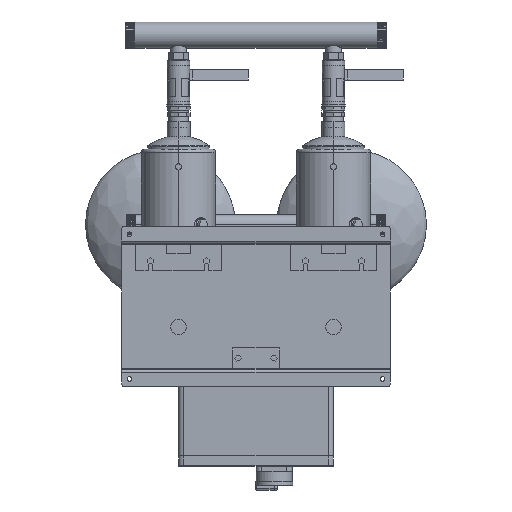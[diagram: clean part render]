
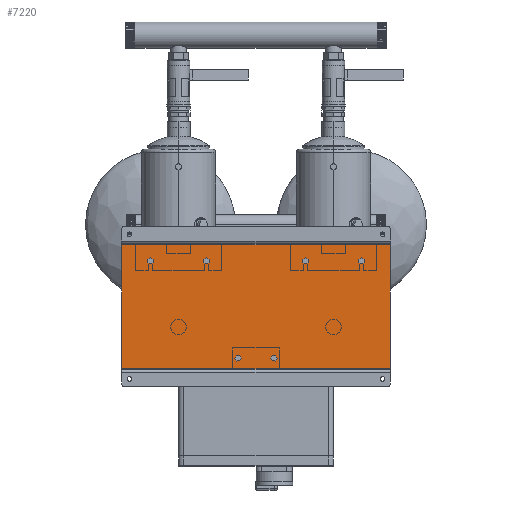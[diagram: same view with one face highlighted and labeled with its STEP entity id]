
A CAD part, front view. The second image highlights one B-rep face of the part: STEP entity #7220.
In plain terms, the highlighted planar face has unit normal (0, -1, 0).
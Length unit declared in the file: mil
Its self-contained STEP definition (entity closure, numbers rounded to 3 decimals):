
#3566 = CARTESIAN_POINT ( 'NONE',  ( -10236.22, 2047.244, -4724.409 ) ) ;
#3749 = LINE ( 'NONE', #69174, #15709 ) ;
#5039 = DIRECTION ( 'NONE',  ( 0., 1., 0. ) ) ;
#7220 = ADVANCED_FACE ( 'NONE', ( #40666 ), #29076, .F. ) ;
#9170 = VERTEX_POINT ( 'NONE', #3566 ) ;
#9706 = CARTESIAN_POINT ( 'NONE',  ( 10236.22, 2047.244, 4724.409 ) ) ;
#10332 = VECTOR ( 'NONE', #14016, 39370.079 ) ;
#12219 = ORIENTED_EDGE ( 'NONE', *, *, #20816, .F. ) ;
#14016 = DIRECTION ( 'NONE',  ( 0., 0., -1. ) ) ;
#15709 = VECTOR ( 'NONE', #57152, 39370.079 ) ;
#16774 = EDGE_CURVE ( 'NONE', #30916, #9170, #60769, .T. ) ;
#17463 = DIRECTION ( 'NONE',  ( 1., 0., 0. ) ) ;
#18998 = VECTOR ( 'NONE', #56349, 39370.079 ) ;
#20444 = CARTESIAN_POINT ( 'NONE',  ( 10236.22, 2047.244, 4724.409 ) ) ;
#20609 = VERTEX_POINT ( 'NONE', #57602 ) ;
#20816 = EDGE_CURVE ( 'NONE', #65802, #20609, #44801, .T. ) ;
#27128 = AXIS2_PLACEMENT_3D ( 'NONE', #35272, #5039, #17463 ) ;
#27141 = ORIENTED_EDGE ( 'NONE', *, *, #64192, .T. ) ;
#29076 = PLANE ( 'NONE',  #27128 ) ;
#30916 = VERTEX_POINT ( 'NONE', #51157 ) ;
#35272 = CARTESIAN_POINT ( 'NONE',  ( 10236.22, 2047.244, -4724.409 ) ) ;
#39365 = ORIENTED_EDGE ( 'NONE', *, *, #16774, .T. ) ;
#39737 = EDGE_LOOP ( 'NONE', ( #39365, #67590, #12219, #27141 ) ) ;
#40666 = FACE_OUTER_BOUND ( 'NONE', #39737, .T. ) ;
#44801 = LINE ( 'NONE', #73081, #18998 ) ;
#51157 = CARTESIAN_POINT ( 'NONE',  ( -10236.22, 2047.244, 4724.409 ) ) ;
#54822 = EDGE_CURVE ( 'NONE', #20609, #9170, #3749, .T. ) ;
#56349 = DIRECTION ( 'NONE',  ( 0., 0., -1. ) ) ;
#56358 = VECTOR ( 'NONE', #56876, 39370.079 ) ;
#56876 = DIRECTION ( 'NONE',  ( -1., 0., 0. ) ) ;
#57152 = DIRECTION ( 'NONE',  ( -1., 0., 0. ) ) ;
#57602 = CARTESIAN_POINT ( 'NONE',  ( 10236.22, 2047.244, -4724.409 ) ) ;
#60769 = LINE ( 'NONE', #72808, #10332 ) ;
#61168 = LINE ( 'NONE', #9706, #56358 ) ;
#64192 = EDGE_CURVE ( 'NONE', #65802, #30916, #61168, .T. ) ;
#65802 = VERTEX_POINT ( 'NONE', #20444 ) ;
#67590 = ORIENTED_EDGE ( 'NONE', *, *, #54822, .F. ) ;
#69174 = CARTESIAN_POINT ( 'NONE',  ( 10236.22, 2047.244, -4724.409 ) ) ;
#72808 = CARTESIAN_POINT ( 'NONE',  ( -10236.22, 2047.244, -4724.409 ) ) ;
#73081 = CARTESIAN_POINT ( 'NONE',  ( 10236.22, 2047.244, 4724.409 ) ) ;
